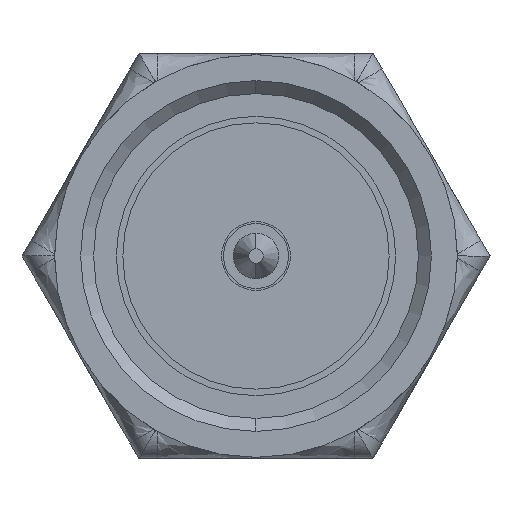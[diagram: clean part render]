
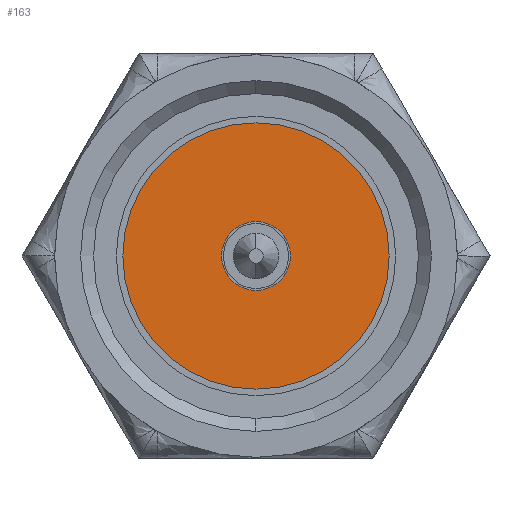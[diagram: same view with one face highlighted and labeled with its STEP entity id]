
A CAD part, left-side view. The second image highlights one B-rep face of the part: STEP entity #163.
In plain terms, the highlighted face is planar.
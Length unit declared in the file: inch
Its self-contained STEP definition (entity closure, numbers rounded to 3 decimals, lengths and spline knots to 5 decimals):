
#95 = CARTESIAN_POINT ( 'NONE',  ( 0., 0.0865, 0. ) ) ;
#163 = ADVANCED_FACE ( 'NONE', ( #1764, #4667 ), #4007, .T. ) ;
#424 = DIRECTION ( 'NONE',  ( 0., 0., 1. ) ) ;
#598 = ORIENTED_EDGE ( 'NONE', *, *, #5210, .T. ) ;
#648 = DIRECTION ( 'NONE',  ( 0., 0., 1. ) ) ;
#768 = ORIENTED_EDGE ( 'NONE', *, *, #6274, .T. ) ;
#958 = CARTESIAN_POINT ( 'NONE',  ( 0., 0.0865, 0.1025 ) ) ;
#1266 = VERTEX_POINT ( 'NONE', #958 ) ;
#1486 = EDGE_LOOP ( 'NONE', ( #768, #598 ) ) ;
#1764 = FACE_BOUND ( 'NONE', #5381, .T. ) ;
#1772 = VERTEX_POINT ( 'NONE', #7076 ) ;
#2023 = DIRECTION ( 'NONE',  ( 0., 0., 1. ) ) ;
#2466 = DIRECTION ( 'NONE',  ( 0., 1., 0. ) ) ;
#2542 = CARTESIAN_POINT ( 'NONE',  ( 0., 0.0865, 0.0265 ) ) ;
#2720 = CARTESIAN_POINT ( 'NONE',  ( 0., 0.0865, -0.1025 ) ) ;
#3065 = CARTESIAN_POINT ( 'NONE',  ( 0., 0.0865, 0. ) ) ;
#3151 = CIRCLE ( 'NONE', #4113, 0.1025 ) ;
#3254 = AXIS2_PLACEMENT_3D ( 'NONE', #6908, #3400, #4629 ) ;
#3400 = DIRECTION ( 'NONE',  ( 0., 1., 0. ) ) ;
#3695 = DIRECTION ( 'NONE',  ( 0., 0., 1. ) ) ;
#3765 = CIRCLE ( 'NONE', #5538, 0.0265 ) ;
#3792 = EDGE_CURVE ( 'NONE', #1772, #6220, #5071, .T. ) ;
#3812 = CARTESIAN_POINT ( 'NONE',  ( 0., 0.0865, 0. ) ) ;
#3881 = AXIS2_PLACEMENT_3D ( 'NONE', #3065, #2466, #2023 ) ;
#3943 = EDGE_CURVE ( 'NONE', #6220, #1772, #3765, .T. ) ;
#4007 = PLANE ( 'NONE',  #5812 ) ;
#4039 = DIRECTION ( 'NONE',  ( 0., 1., 0. ) ) ;
#4113 = AXIS2_PLACEMENT_3D ( 'NONE', #6499, #4263, #3695 ) ;
#4263 = DIRECTION ( 'NONE',  ( 0., 1., 0. ) ) ;
#4629 = DIRECTION ( 'NONE',  ( 0., 0., 1. ) ) ;
#4667 = FACE_OUTER_BOUND ( 'NONE', #1486, .T. ) ;
#4807 = CIRCLE ( 'NONE', #3254, 0.1025 ) ;
#5071 = CIRCLE ( 'NONE', #3881, 0.0265 ) ;
#5210 = EDGE_CURVE ( 'NONE', #7105, #1266, #4807, .T. ) ;
#5381 = EDGE_LOOP ( 'NONE', ( #5525, #6455 ) ) ;
#5512 = DIRECTION ( 'NONE',  ( 0., 1., 0. ) ) ;
#5525 = ORIENTED_EDGE ( 'NONE', *, *, #3943, .F. ) ;
#5538 = AXIS2_PLACEMENT_3D ( 'NONE', #3812, #5512, #424 ) ;
#5812 = AXIS2_PLACEMENT_3D ( 'NONE', #95, #4039, #648 ) ;
#6220 = VERTEX_POINT ( 'NONE', #2542 ) ;
#6274 = EDGE_CURVE ( 'NONE', #1266, #7105, #3151, .T. ) ;
#6455 = ORIENTED_EDGE ( 'NONE', *, *, #3792, .F. ) ;
#6499 = CARTESIAN_POINT ( 'NONE',  ( 0., 0.0865, 0. ) ) ;
#6908 = CARTESIAN_POINT ( 'NONE',  ( 0., 0.0865, 0. ) ) ;
#7076 = CARTESIAN_POINT ( 'NONE',  ( 0., 0.0865, -0.0265 ) ) ;
#7105 = VERTEX_POINT ( 'NONE', #2720 ) ;
